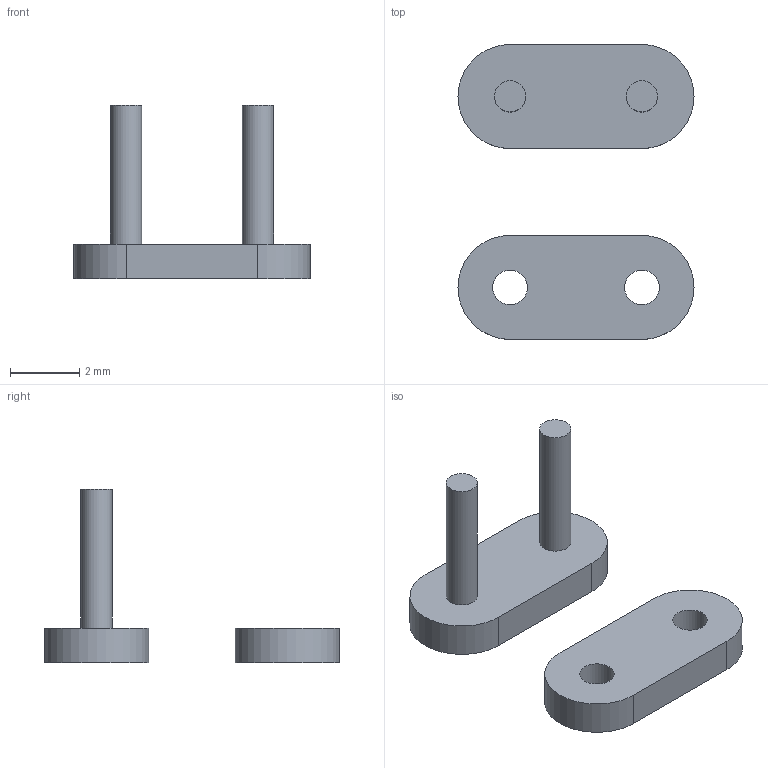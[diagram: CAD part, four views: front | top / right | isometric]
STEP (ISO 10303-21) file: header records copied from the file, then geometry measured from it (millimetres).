
FILE_DESCRIPTION(/* description */ (''),/* implementation_level */ '2;1');
FILE_NAME(/* name */ 'pin_servo_gate.step',/* time_stamp */ '2024-06-15T13:28:17+02:00',/* author */ (''),/* organization */ (''),/* preprocessor_version */ 'ST-DEVELOPER v20',/* originating_system */ 'Autodesk Translation Framework v13.14.0.145',/* authorisation */ '');
FILE_SCHEMA (('AUTOMOTIVE_DESIGN { 1 0 10303 214 3 1 1 }'));
Length unit declared in the file: millimetre
Products named in the file (1): pin_servo_gate
Bounding box: 6.8 x 8.5 x 5 mm (x, y, z)
Volume: 40.5 mm3; surface area: 136.2 mm2
Topology: 4 solids, 4 shells, 20 faces, 36 edges, 24 vertices
Faces by surface type: plane 12, cylinder 8
Full cylindrical faces by diameter (mm): 0.9 x2, 1 x2
Entity records: 534 total; most frequent: DIRECTION 94, CARTESIAN_POINT 81, ORIENTED_EDGE 72, AXIS2_PLACEMENT_3D 37, EDGE_CURVE 36, EDGE_LOOP 24, VERTEX_POINT 24, FACE_OUTER_BOUND 20
